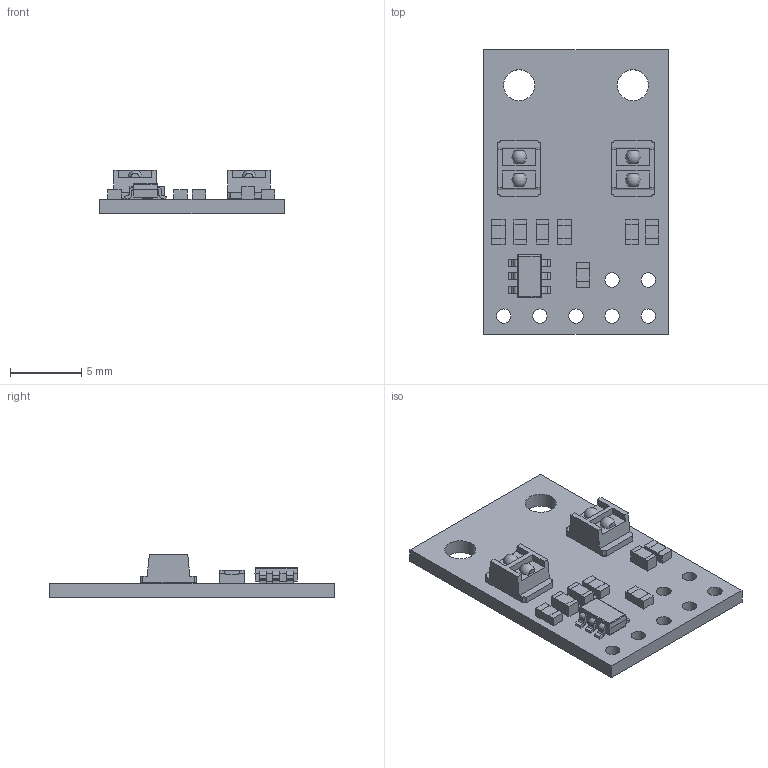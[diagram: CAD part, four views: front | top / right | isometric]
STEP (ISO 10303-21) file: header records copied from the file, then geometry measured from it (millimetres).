
FILE_DESCRIPTION (( 'STEP AP214' ), '1' );
FILE_NAME ('qtrx-md-02x.step', '2018-09-28T18:37:06', ( '' ), ( '' ), 'SwSTEP 2.0', 'SolidWorks 2016', '' );
FILE_SCHEMA (( 'AUTOMOTIVE_DESIGN' ));
Length unit declared in the file: millimetre
Products named in the file (1): qtrx-md-02x
Bounding box: 13 x 20 x 3.04 mm (x, y, z)
Volume: 297.8 mm3; surface area: 744.8 mm2
Topology: 1 solids, 1 shells, 661 faces, 1814 edges, 1202 vertices
Faces by surface type: plane 448, bspline 152, cylinder 57, torus 4
Full cylindrical faces by diameter (mm): 1.016 x7, 2.184 x2
Entity records: 33136 total; most frequent: CARTESIAN_POINT 9983, ORIENTED_EDGE 3610, DIRECTION 2609, EDGE_CURVE 1805, VECTOR 1361, LINE 1361, VERTEX_POINT 1202, EDGE_LOOP 757
